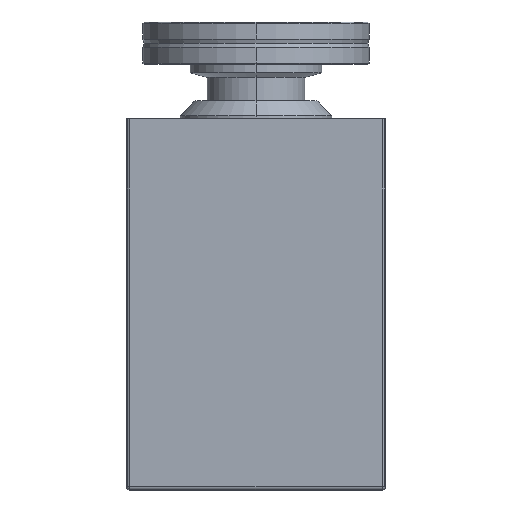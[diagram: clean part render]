
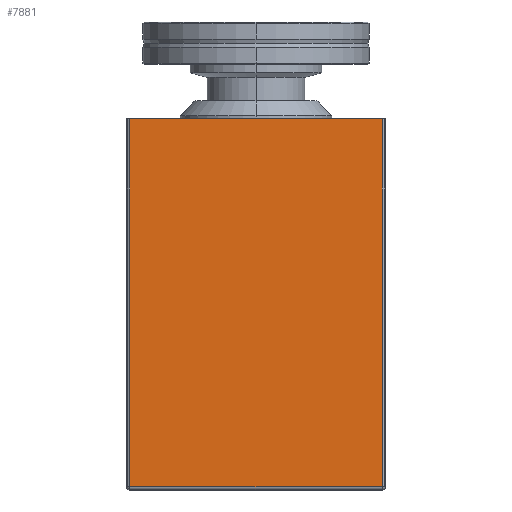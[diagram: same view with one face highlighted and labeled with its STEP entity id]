
A CAD part, front view. The second image highlights one B-rep face of the part: STEP entity #7881.
In plain terms, the highlighted planar face has unit normal (0, -1, 0).
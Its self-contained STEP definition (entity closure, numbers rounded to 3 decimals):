
#1155=CARTESIAN_POINT('',(-38.701,-3.,1.));
#1156=VERTEX_POINT('',#1155);
#1164=CARTESIAN_POINT('',(-38.701,-3.,113.85));
#1165=VERTEX_POINT('',#1164);
#1166=CARTESIAN_POINT('',(-38.701,-3.,1.));
#1167=DIRECTION('',(0.0,0.0,1.0));
#1168=VECTOR('',#1167,112.85);
#1169=LINE('',#1166,#1168);
#1170=EDGE_CURVE('',#1156,#1165,#1169,.T.);
#1197=CARTESIAN_POINT('',(38.701,-3.,1.));
#1198=VERTEX_POINT('',#1197);
#1206=CARTESIAN_POINT('',(38.701,-3.,1.));
#1207=DIRECTION('',(-1.0,0.0,0.0));
#1208=VECTOR('',#1207,77.401);
#1209=LINE('',#1206,#1208);
#1210=EDGE_CURVE('',#1198,#1156,#1209,.T.);
#1237=CARTESIAN_POINT('',(38.701,-3.,113.85));
#1238=VERTEX_POINT('',#1237);
#1246=CARTESIAN_POINT('',(38.701,-3.,113.85));
#1247=DIRECTION('',(0.0,0.0,-1.0));
#1248=VECTOR('',#1247,112.85);
#1249=LINE('',#1246,#1248);
#1250=EDGE_CURVE('',#1238,#1198,#1249,.T.);
#5787=CARTESIAN_POINT('',(-38.701,-3.,113.85));
#5788=DIRECTION('',(1.0,0.0,0.0));
#5789=VECTOR('',#5788,77.401);
#5790=LINE('',#5787,#5789);
#5791=EDGE_CURVE('',#1165,#1238,#5790,.T.);
#7870=CARTESIAN_POINT('',(0.,-3.,56.925));
#7871=DIRECTION('',(0.0,1.0,0.0));
#7872=DIRECTION('',(0.0,0.0,1.0));
#7873=AXIS2_PLACEMENT_3D('',#7870,#7871,#7872);
#7874=PLANE('',#7873);
#7875=ORIENTED_EDGE('',*,*,#1250,.F.);
#7876=ORIENTED_EDGE('',*,*,#5791,.F.);
#7877=ORIENTED_EDGE('',*,*,#1170,.F.);
#7878=ORIENTED_EDGE('',*,*,#1210,.F.);
#7879=EDGE_LOOP('',(#7875,#7876,#7877,#7878));
#7880=FACE_OUTER_BOUND('',#7879,.T.);
#7881=ADVANCED_FACE('',(#7880),#7874,.F.);
